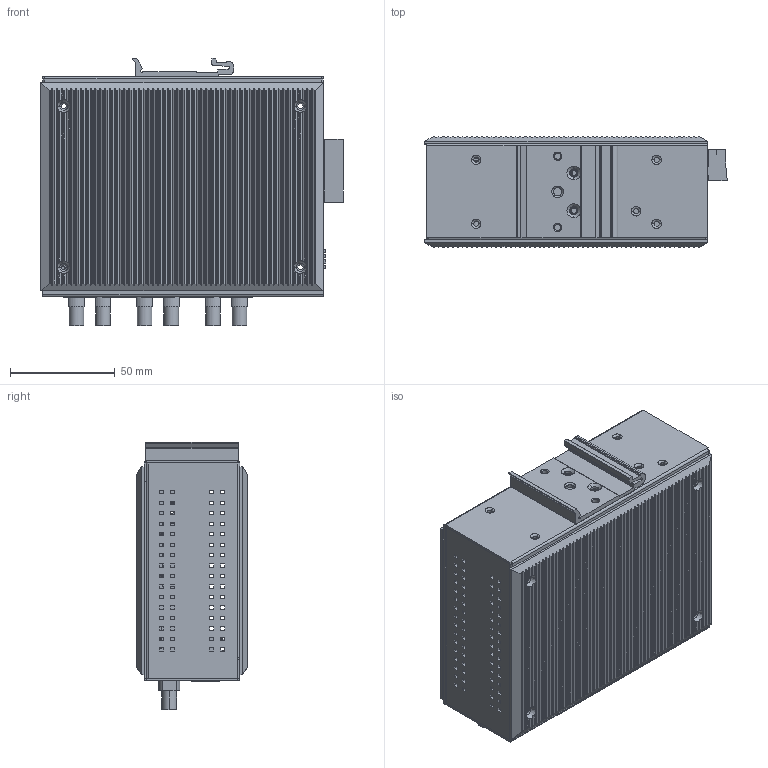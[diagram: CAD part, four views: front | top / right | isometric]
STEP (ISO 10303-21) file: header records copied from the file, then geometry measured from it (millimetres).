
FILE_DESCRIPTION((''),'2;1');
FILE_NAME('EDS-408A-3M_ASM','2017-08-18T',('YoungMH_Yang'),('PTC'),'PRO/ENGINEER BY PARAMETRIC TECHNOLOGY CORPORATION, 2013230','PRO/ENGINEER BY PARAMETRIC TECHNOLOGY CORPORATION, 2013230','');
FILE_SCHEMA(('AUTOMOTIVE_DESIGN { 1 0 10303 214 1 1 1 1 }'));
Products named in the file (18): EDS-408A-3M_BOT-COVER; RJ-45_3012D12312; LED1X2; TACKSW_DTSA644N; EDS-408A-3M_PCB_ASM; 1111000003000_TERMINAL_M_6P; PCB-TERMINAL_PCB-2; RJ45-1; DIP_SEITCH_8PIN; FIBER_ST-CUT; EDS-408A-3M_FIBER-PCB_ASM; M3-SO-L3; EDS-408A-3M_TOP-COVER; EDS-508_LEFT-ALMINUM; EDS-508_RIGHT-ALMINUM; DIN_RAIL-KIT; 1111000003100_TERMINAL_FM_6P; EDS-408A-3M_ASM
Assembly tree (33 placements, depth 3):
  EDS-408A-3M_ASM
    EDS-408A-3M_BOT-COVER
    EDS-408A-3M_PCB_ASM
      RJ-45_3012D12312  x5
      LED1X2  x3
      TACKSW_DTSA644N
    EDS-408A-3M_FIBER-PCB_ASM
      LED1X2  x5
      1111000003000_TERMINAL_M_6P
      PCB-TERMINAL_PCB-2
      RJ45-1
      DIP_SEITCH_8PIN
      FIBER_ST-CUT  x3
    M3-SO-L3  x4
    EDS-408A-3M_TOP-COVER
    EDS-508_LEFT-ALMINUM
    EDS-508_RIGHT-ALMINUM
    DIN_RAIL-KIT
    1111000003100_TERMINAL_FM_6P
Bounding box: 144.45 x 52.98 x 127.5 mm (x, y, z)
Volume: 185351 mm3; surface area: 204436.9 mm2
Topology: 31 solids, 35 shells, 2816 faces, 7233 edges, 4669 vertices
Faces by surface type: plane 1774, cylinder 900, cone 64, torus 46, bspline 32
Entity records: 75862 total; most frequent: CARTESIAN_POINT 13174, ORIENTED_EDGE 11158, DIRECTION 10151, EDGE_CURVE 5581, VECTOR 4031, LINE 4031, VERTEX_POINT 3595, AXIS2_PLACEMENT_3D 3060
